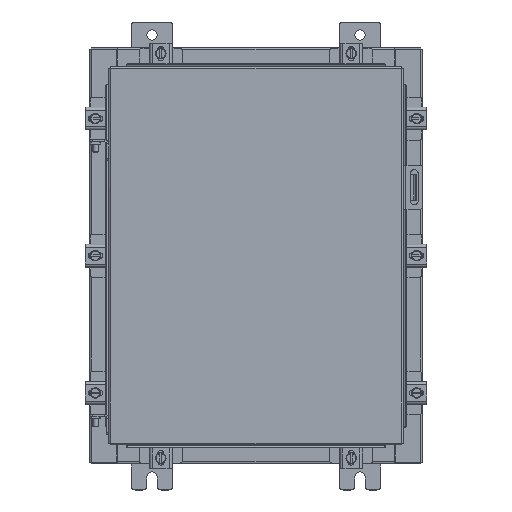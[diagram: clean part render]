
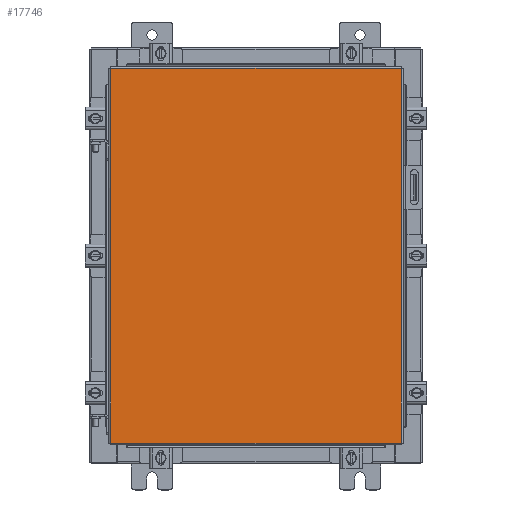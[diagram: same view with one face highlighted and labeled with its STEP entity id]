
A CAD part, top view. The second image highlights one B-rep face of the part: STEP entity #17746.
In plain terms, the highlighted planar face has unit normal (0, 0, 1).
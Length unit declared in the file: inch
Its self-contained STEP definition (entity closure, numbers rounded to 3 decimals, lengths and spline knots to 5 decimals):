
#1412 = VERTEX_POINT ( 'NONE', #11173 ) ;
#1585 = VECTOR ( 'NONE', #20929, 39.37008 ) ;
#1667 = CARTESIAN_POINT ( 'NONE',  ( -6.9903, 9.0063, 0. ) ) ;
#3045 = ORIENTED_EDGE ( 'NONE', *, *, #18996, .T. ) ;
#3326 = VERTEX_POINT ( 'NONE', #6236 ) ;
#4128 = EDGE_LOOP ( 'NONE', ( #14569, #5170, #13429, #3045 ) ) ;
#5085 = EDGE_CURVE ( 'NONE', #1412, #3326, #8689, .T. ) ;
#5170 = ORIENTED_EDGE ( 'NONE', *, *, #5085, .T. ) ;
#5464 = VECTOR ( 'NONE', #7972, 39.37008 ) ;
#6236 = CARTESIAN_POINT ( 'NONE',  ( 6.9903, 9.0063, 0. ) ) ;
#6241 = CARTESIAN_POINT ( 'NONE',  ( 6.9903, -9.0063, 0. ) ) ;
#6656 = CARTESIAN_POINT ( 'NONE',  ( -6.9903, 9.0063, 0. ) ) ;
#6807 = CARTESIAN_POINT ( 'NONE',  ( 0., 0., 0. ) ) ;
#6891 = DIRECTION ( 'NONE',  ( -1., 0., 0. ) ) ;
#7091 = CARTESIAN_POINT ( 'NONE',  ( 6.9903, 9.0063, 0. ) ) ;
#7972 = DIRECTION ( 'NONE',  ( 1., 0., 0. ) ) ;
#8027 = VECTOR ( 'NONE', #18398, 39.37008 ) ;
#8270 = VERTEX_POINT ( 'NONE', #1667 ) ;
#8689 = LINE ( 'NONE', #6241, #8027 ) ;
#9194 = EDGE_CURVE ( 'NONE', #3326, #8270, #10850, .T. ) ;
#9540 = LINE ( 'NONE', #20126, #5464 ) ;
#10850 = LINE ( 'NONE', #7091, #1585 ) ;
#11173 = CARTESIAN_POINT ( 'NONE',  ( 6.9903, -9.0063, 0. ) ) ;
#11412 = AXIS2_PLACEMENT_3D ( 'NONE', #6807, #17293, #6891 ) ;
#12046 = VERTEX_POINT ( 'NONE', #15351 ) ;
#13429 = ORIENTED_EDGE ( 'NONE', *, *, #9194, .T. ) ;
#13880 = FACE_OUTER_BOUND ( 'NONE', #4128, .T. ) ;
#14569 = ORIENTED_EDGE ( 'NONE', *, *, #17479, .T. ) ;
#15351 = CARTESIAN_POINT ( 'NONE',  ( -6.9903, -9.0063, 0. ) ) ;
#15557 = PLANE ( 'NONE',  #11412 ) ;
#16265 = VECTOR ( 'NONE', #17051, 39.37008 ) ;
#17051 = DIRECTION ( 'NONE',  ( 0., -1., 0. ) ) ;
#17293 = DIRECTION ( 'NONE',  ( 0., 0., -1. ) ) ;
#17479 = EDGE_CURVE ( 'NONE', #12046, #1412, #9540, .T. ) ;
#17746 = ADVANCED_FACE ( 'NONE', ( #13880 ), #15557, .F. ) ;
#18398 = DIRECTION ( 'NONE',  ( 0., 1., 0. ) ) ;
#18996 = EDGE_CURVE ( 'NONE', #8270, #12046, #21461, .T. ) ;
#20126 = CARTESIAN_POINT ( 'NONE',  ( -6.9903, -9.0063, 0. ) ) ;
#20929 = DIRECTION ( 'NONE',  ( -1., 0., 0. ) ) ;
#21461 = LINE ( 'NONE', #6656, #16265 ) ;
